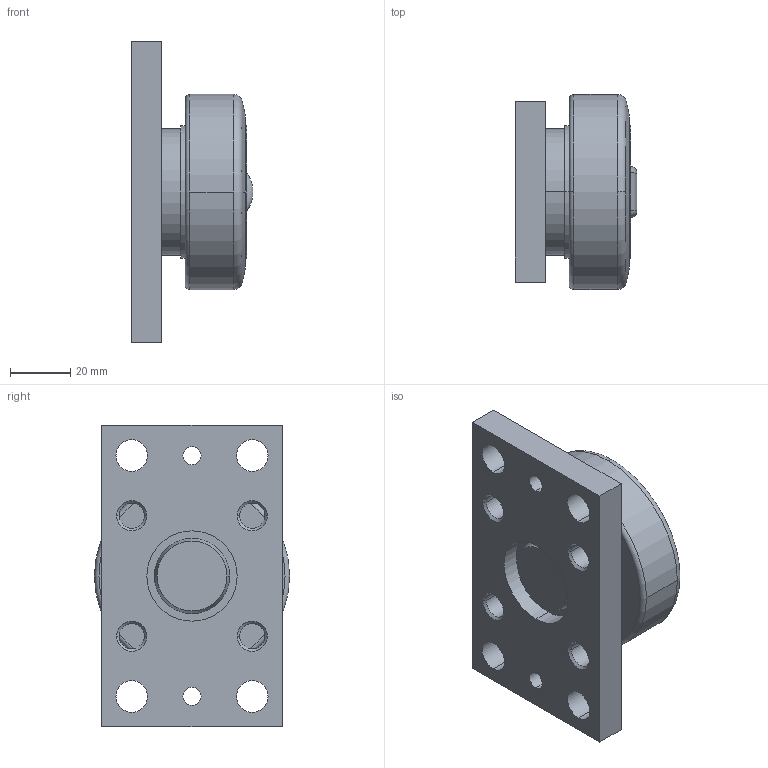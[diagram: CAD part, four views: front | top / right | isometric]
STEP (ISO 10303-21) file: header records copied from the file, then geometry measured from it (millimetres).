
FILE_DESCRIPTION(('STEP AP214'),'1');
FILE_NAME('pr_4_054_ap_0.stp','2016-05-17T14:28:24',('TraceParts'),('TraceParts S.A.'),'Spatial InterOp 3D',' ',' ');
FILE_SCHEMA(('automotive_design'));
Length unit declared in the file: millimetre
Products named in the file (1): 1
Bounding box: 40.5 x 64.8 x 100 mm (x, y, z)
Volume: 127649.5 mm3; surface area: 26001.6 mm2
Topology: 1 solids, 1 shells, 78 faces, 192 edges, 123 vertices
Faces by surface type: cylinder 32, cone 20, plane 20, torus 6
Entity records: 2546 total; most frequent: CARTESIAN_POINT 562, DIRECTION 445, ORIENTED_EDGE 384, EDGE_CURVE 192, AXIS2_PLACEMENT_3D 182, VERTEX_POINT 123, EDGE_LOOP 105, CIRCLE 103
